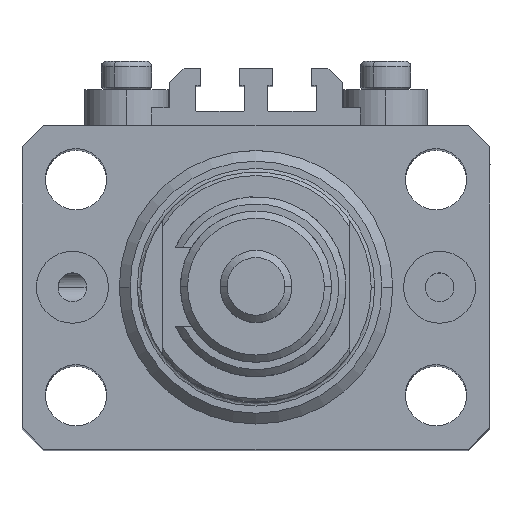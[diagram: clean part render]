
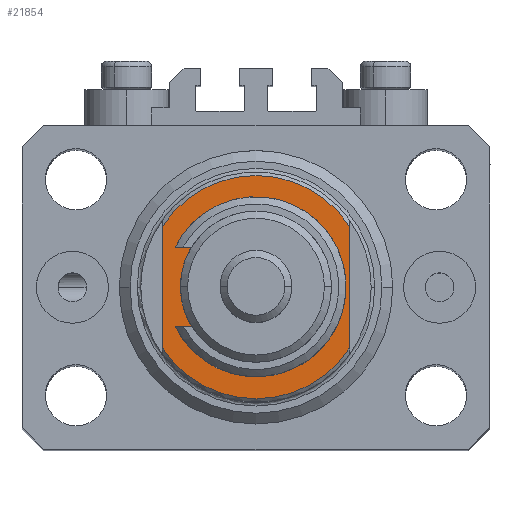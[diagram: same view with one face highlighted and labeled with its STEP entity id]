
A CAD part, top view. The second image highlights one B-rep face of the part: STEP entity #21854.
In plain terms, the highlighted face is planar.
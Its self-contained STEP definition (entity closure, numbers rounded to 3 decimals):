
#76 = VERTEX_POINT ( 'NONE', #43577 ) ;
#147 = DIRECTION ( 'NONE',  ( 0., 0., -1. ) ) ;
#2562 = VECTOR ( 'NONE', #49188, 1000. ) ;
#3122 = LINE ( 'NONE', #6918, #2562 ) ;
#3217 = EDGE_LOOP ( 'NONE', ( #16144, #5902 ) ) ;
#3458 = ORIENTED_EDGE ( 'NONE', *, *, #48900, .F. ) ;
#5902 = ORIENTED_EDGE ( 'NONE', *, *, #42008, .T. ) ;
#6657 = EDGE_CURVE ( 'NONE', #10318, #42138, #43026, .T. ) ;
#6918 = CARTESIAN_POINT ( 'NONE',  ( 13., -43.081, -6.5 ) ) ;
#8572 = DIRECTION ( 'NONE',  ( 0., 0., -1. ) ) ;
#9557 = DIRECTION ( 'NONE',  ( 0., 0., -1. ) ) ;
#10318 = VERTEX_POINT ( 'NONE', #21999 ) ;
#10359 = CARTESIAN_POINT ( 'NONE',  ( 0., 0., -6.5 ) ) ;
#11631 = PLANE ( 'NONE',  #12815 ) ;
#12627 = CIRCLE ( 'NONE', #49000, 9.5 ) ;
#12815 = AXIS2_PLACEMENT_3D ( 'NONE', #42476, #8572, #27062 ) ;
#13476 = VERTEX_POINT ( 'NONE', #36415 ) ;
#15424 = FACE_OUTER_BOUND ( 'NONE', #47634, .T. ) ;
#15500 = EDGE_CURVE ( 'NONE', #38677, #13476, #12627, .T. ) ;
#15800 = ORIENTED_EDGE ( 'NONE', *, *, #6657, .T. ) ;
#16144 = ORIENTED_EDGE ( 'NONE', *, *, #15500, .T. ) ;
#18049 = CARTESIAN_POINT ( 'NONE',  ( -9.5, 0., -6.5 ) ) ;
#20841 = AXIS2_PLACEMENT_3D ( 'NONE', #25718, #9557, #25472 ) ;
#21854 = ADVANCED_FACE ( 'NONE', ( #27800, #15424 ), #11631, .T. ) ;
#21999 = CARTESIAN_POINT ( 'NONE',  ( 13., -8.441, -6.5 ) ) ;
#22122 = ORIENTED_EDGE ( 'NONE', *, *, #33243, .T. ) ;
#22978 = CARTESIAN_POINT ( 'NONE',  ( -13., -8.441, -6.5 ) ) ;
#23729 = VECTOR ( 'NONE', #46719, 1000. ) ;
#25123 = CARTESIAN_POINT ( 'NONE',  ( 0., 0., -6.5 ) ) ;
#25472 = DIRECTION ( 'NONE',  ( -1., 0., 0. ) ) ;
#25718 = CARTESIAN_POINT ( 'NONE',  ( 0., 0., -6.5 ) ) ;
#26196 = DIRECTION ( 'NONE',  ( -1., 0., 0. ) ) ;
#27062 = DIRECTION ( 'NONE',  ( -1., 0., 0. ) ) ;
#27255 = CARTESIAN_POINT ( 'NONE',  ( -13., -43.081, -6.5 ) ) ;
#27800 = FACE_BOUND ( 'NONE', #3217, .T. ) ;
#28151 = EDGE_CURVE ( 'NONE', #76, #10318, #3122, .T. ) ;
#28171 = DIRECTION ( 'NONE',  ( -1., 0., 0. ) ) ;
#28361 = CIRCLE ( 'NONE', #38066, 9.5 ) ;
#28930 = CIRCLE ( 'NONE', #20841, 15.5 ) ;
#31008 = CARTESIAN_POINT ( 'NONE',  ( 0., 0., -6.5 ) ) ;
#31303 = LINE ( 'NONE', #27255, #23729 ) ;
#31734 = DIRECTION ( 'NONE',  ( 0., 0., 1. ) ) ;
#33243 = EDGE_CURVE ( 'NONE', #33269, #76, #28930, .T. ) ;
#33269 = VERTEX_POINT ( 'NONE', #37358 ) ;
#36289 = ORIENTED_EDGE ( 'NONE', *, *, #28151, .T. ) ;
#36415 = CARTESIAN_POINT ( 'NONE',  ( 9.5, 0., -6.5 ) ) ;
#37358 = CARTESIAN_POINT ( 'NONE',  ( -13., 8.441, -6.5 ) ) ;
#38066 = AXIS2_PLACEMENT_3D ( 'NONE', #10359, #45242, #45754 ) ;
#38677 = VERTEX_POINT ( 'NONE', #18049 ) ;
#42008 = EDGE_CURVE ( 'NONE', #13476, #38677, #28361, .T. ) ;
#42138 = VERTEX_POINT ( 'NONE', #22978 ) ;
#42476 = CARTESIAN_POINT ( 'NONE',  ( 0., 0., -6.5 ) ) ;
#43026 = CIRCLE ( 'NONE', #49513, 15.5 ) ;
#43577 = CARTESIAN_POINT ( 'NONE',  ( 13., 8.441, -6.5 ) ) ;
#45242 = DIRECTION ( 'NONE',  ( 0., 0., 1. ) ) ;
#45754 = DIRECTION ( 'NONE',  ( -1., 0., 0. ) ) ;
#46719 = DIRECTION ( 'NONE',  ( 0., -1., 0. ) ) ;
#47634 = EDGE_LOOP ( 'NONE', ( #22122, #36289, #15800, #3458 ) ) ;
#48900 = EDGE_CURVE ( 'NONE', #33269, #42138, #31303, .T. ) ;
#49000 = AXIS2_PLACEMENT_3D ( 'NONE', #25123, #31734, #28171 ) ;
#49188 = DIRECTION ( 'NONE',  ( 0., -1., 0. ) ) ;
#49513 = AXIS2_PLACEMENT_3D ( 'NONE', #31008, #147, #26196 ) ;
